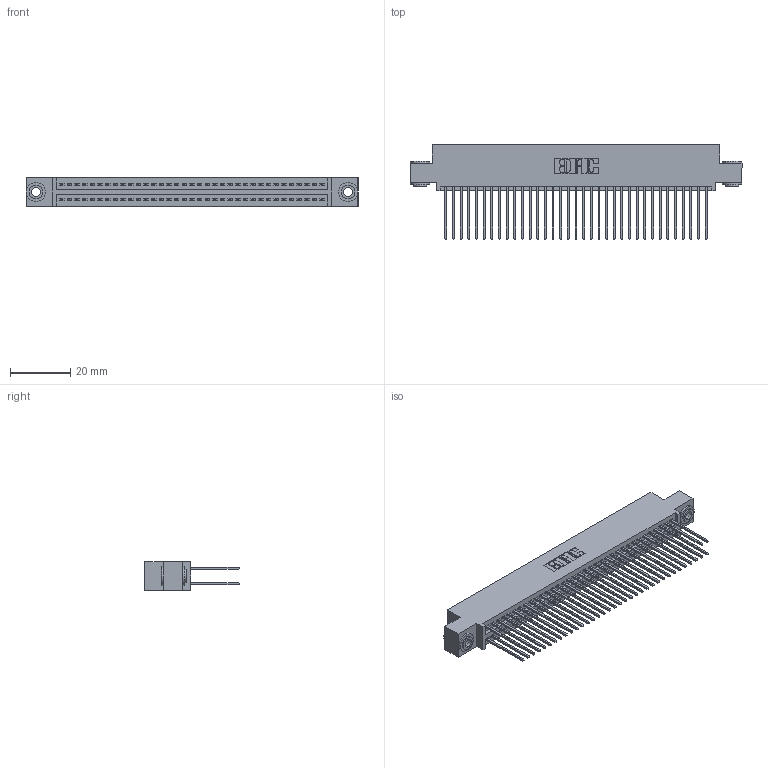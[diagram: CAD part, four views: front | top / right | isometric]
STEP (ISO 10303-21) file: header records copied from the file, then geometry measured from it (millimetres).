
FILE_DESCRIPTION (( 'STEP AP203' ), '1' );
FILE_NAME ('395-070-542-503.STEP', '2019-10-24T01:14:46', ( '' ), ( '' ), 'SwSTEP 2.0', 'SolidWorks 2016', '' );
FILE_SCHEMA (( 'CONFIG_CONTROL_DESIGN' ));
Length unit declared in the file: inch
Products named in the file (4): 345 Part_0.110 Offset - 0.156 Dia-TH; 345-292-001_345-293-142; 345-250-002_345-250-002-102; 395-070-542-503
Assembly tree (73 placements, depth 2):
  395-070-542-503
    345 Part_0.110 Offset - 0.156 Dia-TH
    345-292-001_345-293-142  x70
    345-250-002_345-250-002-102  x2
Bounding box: 110.11 x 31.29 x 9.4 mm (x, y, z)
Volume: 10903.5 mm3; surface area: 17804.2 mm2
Topology: 73 solids, 73 shells, 3668 faces, 10859 edges, 7142 vertices
Faces by surface type: plane 2404, cylinder 1256, cone 8
Entity records: 29204 total; most frequent: CARTESIAN_POINT 4879, ORIENTED_EDGE 4806, DIRECTION 4341, EDGE_CURVE 2403, VECTOR 2107, LINE 2107, VERTEX_POINT 1598, AXIS2_PLACEMENT_3D 1117
